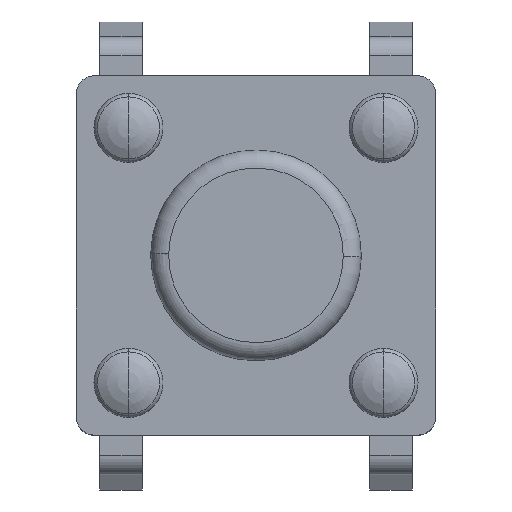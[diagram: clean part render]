
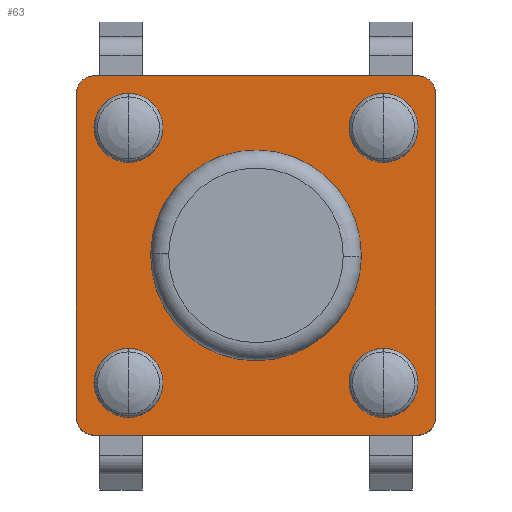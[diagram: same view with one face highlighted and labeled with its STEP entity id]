
A CAD part, top view. The second image highlights one B-rep face of the part: STEP entity #63.
In plain terms, the highlighted planar face has unit normal (0, 0, 1).
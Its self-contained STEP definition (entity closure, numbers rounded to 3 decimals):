
#63=ADVANCED_FACE('',(#180,#181,#182,#183,#184,#185),#186,.F.);
#180=FACE_OUTER_BOUND('',#387,.T.);
#181=FACE_BOUND('',#388,.T.);
#182=FACE_BOUND('',#389,.T.);
#183=FACE_BOUND('',#390,.T.);
#184=FACE_BOUND('',#391,.T.);
#185=FACE_BOUND('',#392,.T.);
#186=PLANE('',#393);
#387=EDGE_LOOP('',(#687,#688,#689,#690,#691,#692,#693,#694));
#388=EDGE_LOOP('',(#695,#696));
#389=EDGE_LOOP('',(#697,#698));
#390=EDGE_LOOP('',(#699,#700));
#391=EDGE_LOOP('',(#701,#702));
#392=EDGE_LOOP('',(#703,#704));
#393=AXIS2_PLACEMENT_3D('',#705,#706,#707);
#687=ORIENTED_EDGE('',*,*,#1436,.F.);
#688=ORIENTED_EDGE('',*,*,#1437,.T.);
#689=ORIENTED_EDGE('',*,*,#1438,.F.);
#690=ORIENTED_EDGE('',*,*,#1439,.T.);
#691=ORIENTED_EDGE('',*,*,#1440,.F.);
#692=ORIENTED_EDGE('',*,*,#1441,.T.);
#693=ORIENTED_EDGE('',*,*,#1442,.F.);
#694=ORIENTED_EDGE('',*,*,#1443,.T.);
#695=ORIENTED_EDGE('',*,*,#1427,.T.);
#696=ORIENTED_EDGE('',*,*,#1435,.T.);
#697=ORIENTED_EDGE('',*,*,#1420,.F.);
#698=ORIENTED_EDGE('',*,*,#1444,.F.);
#699=ORIENTED_EDGE('',*,*,#1411,.T.);
#700=ORIENTED_EDGE('',*,*,#1445,.T.);
#701=ORIENTED_EDGE('',*,*,#1398,.F.);
#702=ORIENTED_EDGE('',*,*,#1446,.F.);
#703=ORIENTED_EDGE('',*,*,#1389,.T.);
#704=ORIENTED_EDGE('',*,*,#1447,.T.);
#705=CARTESIAN_POINT('',(0.0,0.0,-0.7));
#706=DIRECTION('',(0.0,0.0,-1.0));
#707=DIRECTION('',(0.0,-1.0,0.0));
#1389=EDGE_CURVE('',#1654,#1657,#1659,.T.);
#1398=EDGE_CURVE('',#1673,#1676,#1677,.T.);
#1411=EDGE_CURVE('',#1694,#1697,#1699,.T.);
#1420=EDGE_CURVE('',#1713,#1716,#1717,.T.);
#1427=EDGE_CURVE('',#1721,#1727,#1729,.T.);
#1435=EDGE_CURVE('',#1727,#1721,#1741,.T.);
#1436=EDGE_CURVE('',#1742,#1743,#1744,.T.);
#1437=EDGE_CURVE('',#1742,#1745,#1746,.T.);
#1438=EDGE_CURVE('',#1747,#1745,#1748,.T.);
#1439=EDGE_CURVE('',#1747,#1749,#1750,.T.);
#1440=EDGE_CURVE('',#1751,#1749,#1752,.T.);
#1441=EDGE_CURVE('',#1751,#1753,#1754,.T.);
#1442=EDGE_CURVE('',#1755,#1753,#1756,.T.);
#1443=EDGE_CURVE('',#1755,#1743,#1757,.T.);
#1444=EDGE_CURVE('',#1716,#1713,#1758,.T.);
#1445=EDGE_CURVE('',#1697,#1694,#1759,.T.);
#1446=EDGE_CURVE('',#1676,#1673,#1760,.T.);
#1447=EDGE_CURVE('',#1657,#1654,#1761,.T.);
#1654=VERTEX_POINT('',#2088);
#1657=VERTEX_POINT('',#2092);
#1659=CIRCLE('',#2095,0.575);
#1673=VERTEX_POINT('',#2109);
#1676=VERTEX_POINT('',#2113);
#1677=CIRCLE('',#2114,0.575);
#1694=VERTEX_POINT('',#2132);
#1697=VERTEX_POINT('',#2136);
#1699=CIRCLE('',#2139,0.575);
#1713=VERTEX_POINT('',#2153);
#1716=VERTEX_POINT('',#2157);
#1717=CIRCLE('',#2158,0.575);
#1721=VERTEX_POINT('',#2163);
#1727=VERTEX_POINT('',#2170);
#1729=CIRCLE('',#2173,1.755);
#1741=CIRCLE('',#2185,1.755);
#1742=VERTEX_POINT('',#2186);
#1743=VERTEX_POINT('',#2187);
#1744=LINE('',#2188,#2189);
#1745=VERTEX_POINT('',#2190);
#1746=CIRCLE('',#2191,0.3);
#1747=VERTEX_POINT('',#2192);
#1748=LINE('',#2193,#2194);
#1749=VERTEX_POINT('',#2195);
#1750=CIRCLE('',#2196,0.3);
#1751=VERTEX_POINT('',#2197);
#1752=LINE('',#2198,#2199);
#1753=VERTEX_POINT('',#2200);
#1754=CIRCLE('',#2201,0.3);
#1755=VERTEX_POINT('',#2202);
#1756=LINE('',#2203,#2204);
#1757=CIRCLE('',#2205,0.3);
#1758=CIRCLE('',#2206,0.575);
#1759=CIRCLE('',#2207,0.575);
#1760=CIRCLE('',#2208,0.575);
#1761=CIRCLE('',#2209,0.575);
#2088=CARTESIAN_POINT('',(2.7,-2.125,-0.7));
#2092=CARTESIAN_POINT('',(1.55,-2.125,-0.7));
#2095=AXIS2_PLACEMENT_3D('',#2712,#2713,#2714);
#2109=CARTESIAN_POINT('',(-2.7,-2.125,-0.7));
#2113=CARTESIAN_POINT('',(-1.55,-2.125,-0.7));
#2114=AXIS2_PLACEMENT_3D('',#2737,#2738,#2739);
#2132=CARTESIAN_POINT('',(-2.7,2.125,-0.7));
#2136=CARTESIAN_POINT('',(-1.55,2.125,-0.7));
#2139=AXIS2_PLACEMENT_3D('',#2770,#2771,#2772);
#2153=CARTESIAN_POINT('',(2.7,2.125,-0.7));
#2157=CARTESIAN_POINT('',(1.55,2.125,-0.7));
#2158=AXIS2_PLACEMENT_3D('',#2795,#2796,#2797);
#2163=CARTESIAN_POINT('',(-1.755,0.0,-0.7));
#2170=CARTESIAN_POINT('',(1.755,0.,-0.7));
#2173=AXIS2_PLACEMENT_3D('',#2810,#2811,#2812);
#2185=AXIS2_PLACEMENT_3D('',#2834,#2835,#2836);
#2186=CARTESIAN_POINT('',(2.695,-2.995,-0.7));
#2187=CARTESIAN_POINT('',(-2.695,-2.995,-0.7));
#2188=CARTESIAN_POINT('',(2.695,-2.995,-0.7));
#2189=VECTOR('',#2837,5.39);
#2190=CARTESIAN_POINT('',(2.995,-2.695,-0.7));
#2191=AXIS2_PLACEMENT_3D('',#2838,#2839,#2840);
#2192=CARTESIAN_POINT('',(2.995,2.695,-0.7));
#2193=CARTESIAN_POINT('',(2.995,2.695,-0.7));
#2194=VECTOR('',#2841,5.39);
#2195=CARTESIAN_POINT('',(2.695,2.995,-0.7));
#2196=AXIS2_PLACEMENT_3D('',#2842,#2843,#2844);
#2197=CARTESIAN_POINT('',(-2.695,2.995,-0.7));
#2198=CARTESIAN_POINT('',(-2.695,2.995,-0.7));
#2199=VECTOR('',#2845,5.39);
#2200=CARTESIAN_POINT('',(-2.995,2.695,-0.7));
#2201=AXIS2_PLACEMENT_3D('',#2846,#2847,#2848);
#2202=CARTESIAN_POINT('',(-2.995,-2.695,-0.7));
#2203=CARTESIAN_POINT('',(-2.995,-2.695,-0.7));
#2204=VECTOR('',#2849,5.39);
#2205=AXIS2_PLACEMENT_3D('',#2850,#2851,#2852);
#2206=AXIS2_PLACEMENT_3D('',#2853,#2854,#2855);
#2207=AXIS2_PLACEMENT_3D('',#2856,#2857,#2858);
#2208=AXIS2_PLACEMENT_3D('',#2859,#2860,#2861);
#2209=AXIS2_PLACEMENT_3D('',#2862,#2863,#2864);
#2712=CARTESIAN_POINT('',(2.125,-2.125,-0.7));
#2713=DIRECTION('',(0.0,0.0,-1.0));
#2714=DIRECTION('',(1.0,0.0,0.0));
#2737=CARTESIAN_POINT('',(-2.125,-2.125,-0.7));
#2738=DIRECTION('',(0.0,0.0,1.0));
#2739=DIRECTION('',(-1.0,0.0,0.0));
#2770=CARTESIAN_POINT('',(-2.125,2.125,-0.7));
#2771=DIRECTION('',(0.0,0.0,-1.0));
#2772=DIRECTION('',(-1.0,0.0,0.0));
#2795=CARTESIAN_POINT('',(2.125,2.125,-0.7));
#2796=DIRECTION('',(0.0,0.0,1.0));
#2797=DIRECTION('',(1.0,0.0,0.0));
#2810=CARTESIAN_POINT('',(0.0,0.0,-0.7));
#2811=DIRECTION('',(0.0,0.0,-1.0));
#2812=DIRECTION('',(-1.0,0.0,0.0));
#2834=CARTESIAN_POINT('',(0.0,0.0,-0.7));
#2835=DIRECTION('',(0.0,0.0,-1.0));
#2836=DIRECTION('',(-1.0,0.0,0.0));
#2837=DIRECTION('',(-1.0,0.0,0.0));
#2838=CARTESIAN_POINT('',(2.695,-2.695,-0.7));
#2839=DIRECTION('',(0.0,0.0,1.0));
#2840=DIRECTION('',(0.0,-1.0,0.0));
#2841=DIRECTION('',(0.0,-1.0,0.0));
#2842=CARTESIAN_POINT('',(2.695,2.695,-0.7));
#2843=DIRECTION('',(0.0,0.0,1.0));
#2844=DIRECTION('',(1.0,0.0,0.0));
#2845=DIRECTION('',(1.0,0.0,0.0));
#2846=CARTESIAN_POINT('',(-2.695,2.695,-0.7));
#2847=DIRECTION('',(0.0,-0.0,1.0));
#2848=DIRECTION('',(0.0,1.0,0.0));
#2849=DIRECTION('',(0.0,1.0,0.0));
#2850=CARTESIAN_POINT('',(-2.695,-2.695,-0.7));
#2851=DIRECTION('',(0.0,0.0,1.0));
#2852=DIRECTION('',(-1.0,0.0,0.0));
#2853=CARTESIAN_POINT('',(2.125,2.125,-0.7));
#2854=DIRECTION('',(0.0,0.0,1.0));
#2855=DIRECTION('',(1.0,0.0,0.0));
#2856=CARTESIAN_POINT('',(-2.125,2.125,-0.7));
#2857=DIRECTION('',(0.0,0.0,-1.0));
#2858=DIRECTION('',(-1.0,0.0,0.0));
#2859=CARTESIAN_POINT('',(-2.125,-2.125,-0.7));
#2860=DIRECTION('',(0.0,0.0,1.0));
#2861=DIRECTION('',(-1.0,0.0,0.0));
#2862=CARTESIAN_POINT('',(2.125,-2.125,-0.7));
#2863=DIRECTION('',(0.0,0.0,-1.0));
#2864=DIRECTION('',(1.0,0.0,0.0));
